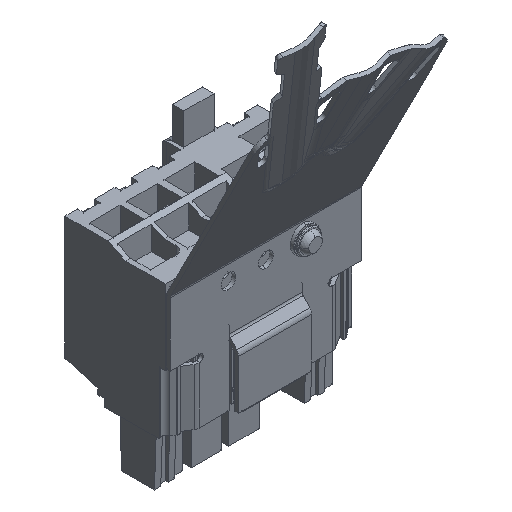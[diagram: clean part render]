
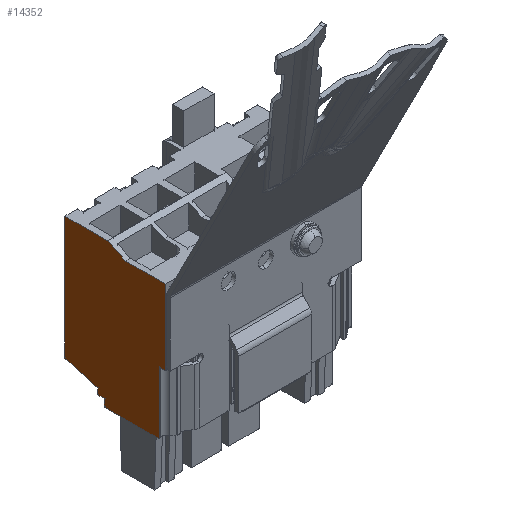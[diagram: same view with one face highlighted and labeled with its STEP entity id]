
A CAD part, isometric view. The second image highlights one B-rep face of the part: STEP entity #14352.
In plain terms, the highlighted planar face has unit normal (-1, 0, 0).
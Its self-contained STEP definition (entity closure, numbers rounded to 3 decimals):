
#14252=AXIS2_PLACEMENT_3D('Plane Axis2P3D',#14249,#14250,#14251) ;
#14249=CARTESIAN_POINT('Axis2P3D Location',(0.,3.48,0.)) ;
#14254=CARTESIAN_POINT('Line Origine',(0.,12.65,14.4)) ;
#14258=CARTESIAN_POINT('Vertex',(0.,20.08,14.4)) ;
#14260=CARTESIAN_POINT('Vertex',(0.,5.22,14.4)) ;
#14263=CARTESIAN_POINT('Line Origine',(0.,5.22,22.8)) ;
#14267=CARTESIAN_POINT('Vertex',(0.,5.22,31.2)) ;
#14270=CARTESIAN_POINT('Line Origine',(0.,4.35,31.2)) ;
#14274=CARTESIAN_POINT('Vertex',(0.,3.48,31.2)) ;
#14277=CARTESIAN_POINT('Line Origine',(0.,3.48,41.4)) ;
#14281=CARTESIAN_POINT('Vertex',(0.,3.48,51.6)) ;
#14284=CARTESIAN_POINT('Line Origine',(0.,8.889,51.6)) ;
#14288=CARTESIAN_POINT('Vertex',(0.,14.298,51.6)) ;
#14291=CARTESIAN_POINT('Line Origine',(0.,16.764,52.75)) ;
#14295=CARTESIAN_POINT('Vertex',(0.,19.23,53.9)) ;
#14298=CARTESIAN_POINT('Line Origine',(0.,25.005,53.9)) ;
#14302=CARTESIAN_POINT('Vertex',(0.,30.78,53.9)) ;
#14305=CARTESIAN_POINT('Line Origine',(0.,30.78,37.233)) ;
#14309=CARTESIAN_POINT('Vertex',(0.,30.78,20.567)) ;
#14312=CARTESIAN_POINT('Line Origine',(0.,26.33,19.291)) ;
#14316=CARTESIAN_POINT('Vertex',(0.,21.88,18.015)) ;
#14319=CARTESIAN_POINT('Line Origine',(0.,21.88,17.207)) ;
#14323=CARTESIAN_POINT('Vertex',(0.,21.88,16.4)) ;
#14326=CARTESIAN_POINT('Line Origine',(0.,20.98,16.4)) ;
#14330=CARTESIAN_POINT('Vertex',(0.,20.08,16.4)) ;
#14333=CARTESIAN_POINT('Line Origine',(0.,20.08,15.4)) ;
#14250=DIRECTION('Axis2P3D Direction',(-1.,0.,0.)) ;
#14251=DIRECTION('Axis2P3D XDirection',(0.,0.,1.)) ;
#14255=DIRECTION('Vector Direction',(0.,-1.,0.)) ;
#14264=DIRECTION('Vector Direction',(0.,0.,-1.)) ;
#14271=DIRECTION('Vector Direction',(0.,1.,0.)) ;
#14278=DIRECTION('Vector Direction',(0.,0.,-1.)) ;
#14285=DIRECTION('Vector Direction',(0.,-1.,0.)) ;
#14292=DIRECTION('Vector Direction',(0.,-0.906,-0.423)) ;
#14299=DIRECTION('Vector Direction',(0.,-1.,0.)) ;
#14306=DIRECTION('Vector Direction',(0.,0.,1.)) ;
#14313=DIRECTION('Vector Direction',(0.,-0.961,-0.276)) ;
#14320=DIRECTION('Vector Direction',(0.,0.,1.)) ;
#14327=DIRECTION('Vector Direction',(0.,-1.,0.)) ;
#14334=DIRECTION('Vector Direction',(0.,0.,1.)) ;
#14256=VECTOR('Line Direction',#14255,1.) ;
#14265=VECTOR('Line Direction',#14264,1.) ;
#14272=VECTOR('Line Direction',#14271,1.) ;
#14279=VECTOR('Line Direction',#14278,1.) ;
#14286=VECTOR('Line Direction',#14285,1.) ;
#14293=VECTOR('Line Direction',#14292,1.) ;
#14300=VECTOR('Line Direction',#14299,1.) ;
#14307=VECTOR('Line Direction',#14306,1.) ;
#14314=VECTOR('Line Direction',#14313,1.) ;
#14321=VECTOR('Line Direction',#14320,1.) ;
#14328=VECTOR('Line Direction',#14327,1.) ;
#14335=VECTOR('Line Direction',#14334,1.) ;
#14339=ORIENTED_EDGE('',*,*,#14262,.T.) ;
#14340=ORIENTED_EDGE('',*,*,#14269,.F.) ;
#14341=ORIENTED_EDGE('',*,*,#14276,.F.) ;
#14342=ORIENTED_EDGE('',*,*,#14283,.T.) ;
#14343=ORIENTED_EDGE('',*,*,#14290,.T.) ;
#14344=ORIENTED_EDGE('',*,*,#14297,.T.) ;
#14345=ORIENTED_EDGE('',*,*,#14304,.T.) ;
#14346=ORIENTED_EDGE('',*,*,#14311,.T.) ;
#14347=ORIENTED_EDGE('',*,*,#14318,.T.) ;
#14348=ORIENTED_EDGE('',*,*,#14325,.T.) ;
#14349=ORIENTED_EDGE('',*,*,#14332,.T.) ;
#14350=ORIENTED_EDGE('',*,*,#14337,.T.) ;
#14352=ADVANCED_FACE('HOUSING',(#14351),#14253,.T.) ;
#14262=EDGE_CURVE('',#14259,#14261,#14257,.T.) ;
#14269=EDGE_CURVE('',#14268,#14261,#14266,.T.) ;
#14276=EDGE_CURVE('',#14275,#14268,#14273,.T.) ;
#14283=EDGE_CURVE('',#14275,#14282,#14280,.F.) ;
#14290=EDGE_CURVE('',#14282,#14289,#14287,.F.) ;
#14297=EDGE_CURVE('',#14289,#14296,#14294,.F.) ;
#14304=EDGE_CURVE('',#14296,#14303,#14301,.F.) ;
#14311=EDGE_CURVE('',#14303,#14310,#14308,.F.) ;
#14318=EDGE_CURVE('',#14310,#14317,#14315,.T.) ;
#14325=EDGE_CURVE('',#14317,#14324,#14322,.F.) ;
#14332=EDGE_CURVE('',#14324,#14331,#14329,.T.) ;
#14337=EDGE_CURVE('',#14331,#14259,#14336,.F.) ;
#14338=EDGE_LOOP('',(#14339,#14340,#14341,#14342,#14343,#14344,#14345,#14346,#14347,#14348,#14349,#14350)) ;
#14351=FACE_OUTER_BOUND('',#14338,.T.) ;
#14257=LINE('Line',#14254,#14256) ;
#14266=LINE('Line',#14263,#14265) ;
#14273=LINE('Line',#14270,#14272) ;
#14280=LINE('Line',#14277,#14279) ;
#14287=LINE('Line',#14284,#14286) ;
#14294=LINE('Line',#14291,#14293) ;
#14301=LINE('Line',#14298,#14300) ;
#14308=LINE('Line',#14305,#14307) ;
#14315=LINE('Line',#14312,#14314) ;
#14322=LINE('Line',#14319,#14321) ;
#14329=LINE('Line',#14326,#14328) ;
#14336=LINE('Line',#14333,#14335) ;
#14253=PLANE('',#14252) ;
#14259=VERTEX_POINT('',#14258) ;
#14261=VERTEX_POINT('',#14260) ;
#14268=VERTEX_POINT('',#14267) ;
#14275=VERTEX_POINT('',#14274) ;
#14282=VERTEX_POINT('',#14281) ;
#14289=VERTEX_POINT('',#14288) ;
#14296=VERTEX_POINT('',#14295) ;
#14303=VERTEX_POINT('',#14302) ;
#14310=VERTEX_POINT('',#14309) ;
#14317=VERTEX_POINT('',#14316) ;
#14324=VERTEX_POINT('',#14323) ;
#14331=VERTEX_POINT('',#14330) ;
